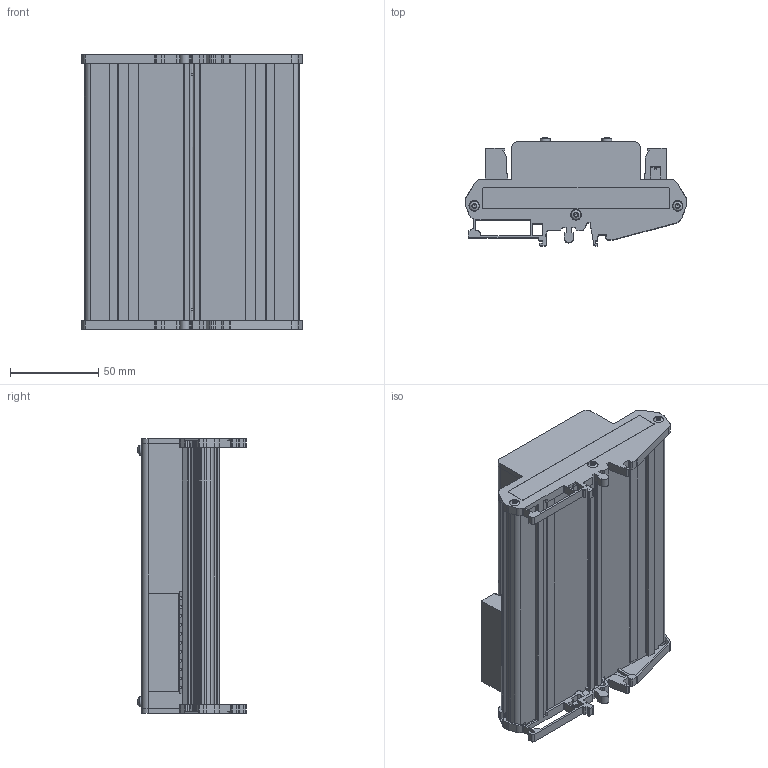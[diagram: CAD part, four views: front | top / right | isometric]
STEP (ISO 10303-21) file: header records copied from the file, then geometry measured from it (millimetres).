
FILE_DESCRIPTION(/* description */ (''),/* implementation_level */ '2;1');
FILE_NAME(/* name */ 'SDU_Assembly_20240221.stp',/* time_stamp */ '2024-02-21T15:46:02+01:00',/* author */ ('rsj'),/* organization */ (''),/* preprocessor_version */ 'ST-DEVELOPER v19.2',/* originating_system */ 'Autodesk Inventor 2023',/* authorisation */ '');
FILE_SCHEMA (('AUTOMOTIVE_DESIGN { 1 0 10303 214 3 1 1 }'));
Products named in the file (1): SDU Assembly_Simplify_1
Bounding box: 125.41 x 61.32 x 156.44 mm (x, y, z)
Volume: 196136.8 mm3; surface area: 177291.1 mm2
Topology: 1 solids, 1 shells, 3824 faces, 10130 edges, 6412 vertices
Faces by surface type: plane 2847, cylinder 765, cone 107, bspline 65, sphere 33, torus 7
Full cylindrical faces by diameter (mm): 1.4 x29, 2.5 x2, 3 x9, 3.28 x2, 3.4 x2, 3.5 x26, 3.8 x8, 5.6 x10, 6 x6
Entity records: 123817 total; most frequent: CARTESIAN_POINT 23942, ORIENTED_EDGE 20242, DIRECTION 19659, EDGE_CURVE 10121, LINE 7411, VECTOR 7411, VERTEX_POINT 6412, AXIS2_PLACEMENT_3D 6124
